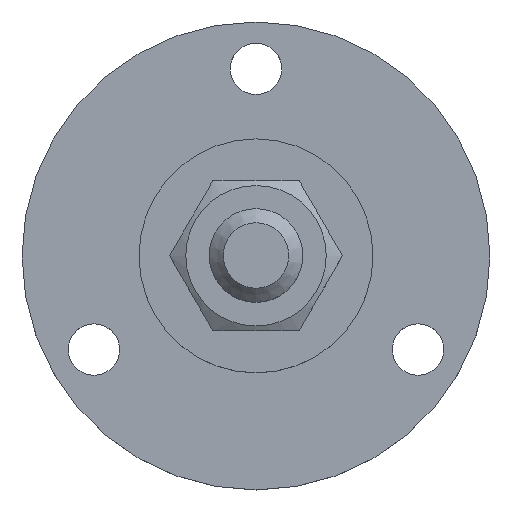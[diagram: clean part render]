
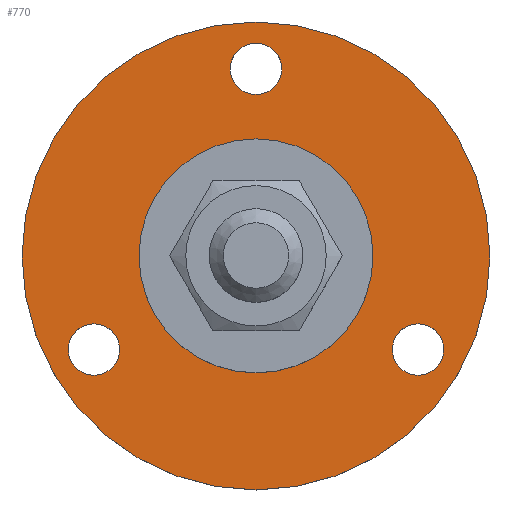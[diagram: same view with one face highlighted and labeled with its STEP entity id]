
A CAD part, top view. The second image highlights one B-rep face of the part: STEP entity #770.
In plain terms, the highlighted face is planar.
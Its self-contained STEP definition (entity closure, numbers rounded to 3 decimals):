
#106=PLANE('',#828);
#134=ORIENTED_EDGE('',*,*,#252,.F.);
#135=ORIENTED_EDGE('',*,*,#253,.F.);
#136=ORIENTED_EDGE('',*,*,#254,.F.);
#137=ORIENTED_EDGE('',*,*,#255,.T.);
#138=ORIENTED_EDGE('',*,*,#251,.F.);
#251=EDGE_CURVE('',#311,#311,#359,.T.);
#252=EDGE_CURVE('',#312,#312,#360,.T.);
#253=EDGE_CURVE('',#313,#313,#361,.T.);
#254=EDGE_CURVE('',#314,#314,#362,.T.);
#255=EDGE_CURVE('',#315,#315,#363,.T.);
#311=VERTEX_POINT('',#1050);
#312=VERTEX_POINT('',#1053);
#313=VERTEX_POINT('',#1055);
#314=VERTEX_POINT('',#1057);
#315=VERTEX_POINT('',#1059);
#359=CIRCLE('',#827,25.);
#360=CIRCLE('',#829,2.75);
#361=CIRCLE('',#830,2.75);
#362=CIRCLE('',#831,2.75);
#363=CIRCLE('',#832,12.5);
#386=EDGE_LOOP('',(#134));
#387=EDGE_LOOP('',(#135));
#388=EDGE_LOOP('',(#136));
#389=EDGE_LOOP('',(#137));
#390=EDGE_LOOP('',(#138));
#450=FACE_BOUND('',#386,.T.);
#451=FACE_BOUND('',#387,.T.);
#452=FACE_BOUND('',#388,.T.);
#453=FACE_BOUND('',#389,.T.);
#454=FACE_BOUND('',#390,.T.);
#770=ADVANCED_FACE('',(#450,#451,#452,#453,#454),#106,.T.);
#827=AXIS2_PLACEMENT_3D('',#1049,#901,#902);
#828=AXIS2_PLACEMENT_3D('',#1051,#903,#904);
#829=AXIS2_PLACEMENT_3D('',#1052,#905,#906);
#830=AXIS2_PLACEMENT_3D('',#1054,#907,#908);
#831=AXIS2_PLACEMENT_3D('',#1056,#909,#910);
#832=AXIS2_PLACEMENT_3D('',#1058,#911,#912);
#901=DIRECTION('',(-1.,0.,0.));
#902=DIRECTION('',(0.,0.,1.));
#903=DIRECTION('',(1.,0.,0.));
#904=DIRECTION('',(0.,0.,-1.));
#905=DIRECTION('',(1.,0.,0.));
#906=DIRECTION('',(0.,0.,-1.));
#907=DIRECTION('',(1.,0.,0.));
#908=DIRECTION('',(0.,0.,-1.));
#909=DIRECTION('',(1.,0.,0.));
#910=DIRECTION('',(0.,0.,-1.));
#911=DIRECTION('',(-1.,0.,0.));
#912=DIRECTION('',(0.,0.,1.));
#1049=CARTESIAN_POINT('',(4.,0.,0.));
#1050=CARTESIAN_POINT('',(4.,0.,25.));
#1051=CARTESIAN_POINT('',(4.,0.,25.));
#1052=CARTESIAN_POINT('',(4.,0.,20.));
#1053=CARTESIAN_POINT('',(4.,0.,17.25));
#1054=CARTESIAN_POINT('',(4.,-17.321,-10.));
#1055=CARTESIAN_POINT('',(4.,-17.321,-12.75));
#1056=CARTESIAN_POINT('',(4.,17.321,-10.));
#1057=CARTESIAN_POINT('',(4.,17.321,-12.75));
#1058=CARTESIAN_POINT('',(4.,0.,0.));
#1059=CARTESIAN_POINT('',(4.,0.,12.5));
